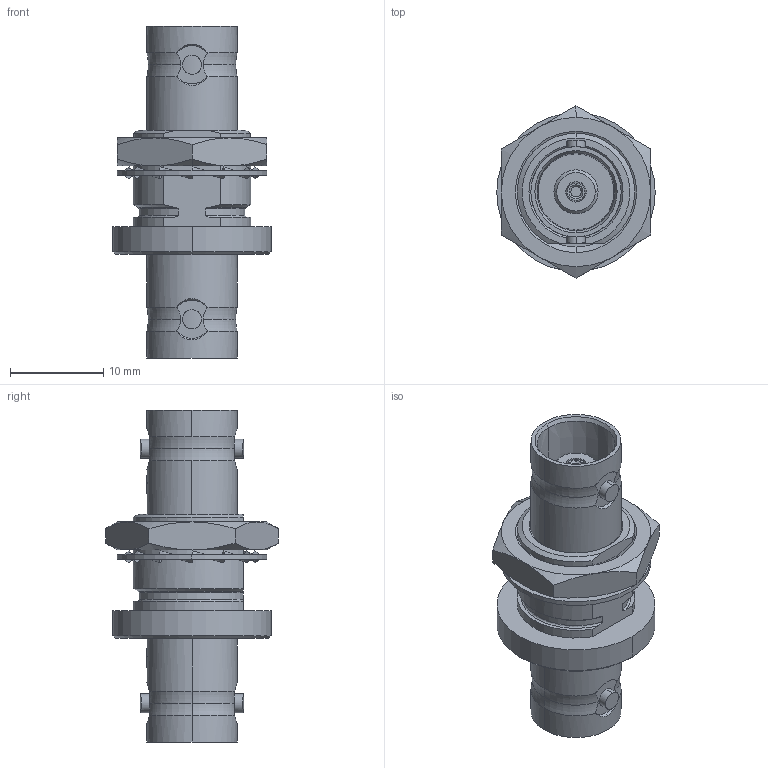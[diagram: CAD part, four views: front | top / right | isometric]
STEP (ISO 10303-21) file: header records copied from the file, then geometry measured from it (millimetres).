
FILE_DESCRIPTION (( 'STEP AP214' ), '1' );
FILE_NAME ('J01004A1333.STEP', '2012-01-10T10:17:26', ( 'markiewicz' ), ( '' ), 'SwSTEP 2.0', 'SolidWorks 2011', '' );
FILE_SCHEMA (( 'AUTOMOTIVE_DESIGN' ));
Length unit declared in the file: millimetre
Products named in the file (1): J01004A1333
Bounding box: 17 x 18.48 x 35.6 mm (x, y, z)
Volume: 3265.1 mm3; surface area: 2883.8 mm2
Topology: 2 solids, 2 shells, 312 faces, 779 edges, 502 vertices
Faces by surface type: plane 125, cylinder 74, cone 63, bspline 36, torus 14
Entity records: 13585 total; most frequent: CARTESIAN_POINT 3158, ORIENTED_EDGE 1558, DIRECTION 1314, EDGE_CURVE 779, VERTEX_POINT 502, AXIS2_PLACEMENT_3D 482, VECTOR 350, LINE 350
